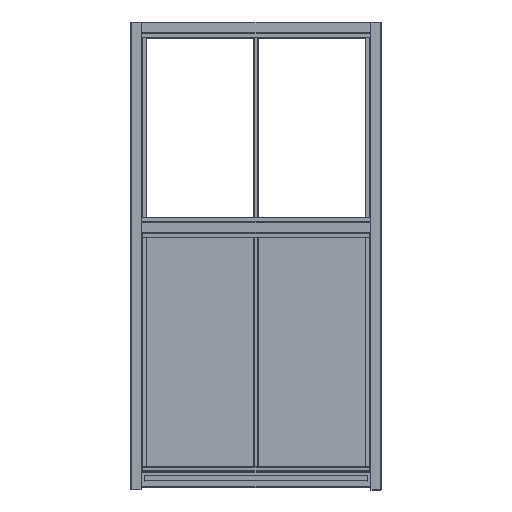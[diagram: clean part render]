
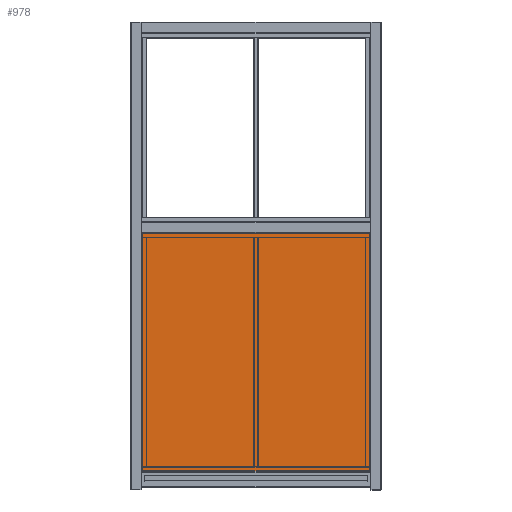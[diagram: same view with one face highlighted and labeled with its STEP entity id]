
A CAD part, top view. The second image highlights one B-rep face of the part: STEP entity #978.
In plain terms, the highlighted planar face has unit normal (0, 0, 1).
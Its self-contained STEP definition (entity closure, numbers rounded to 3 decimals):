
#548 = VECTOR ( 'NONE', #16450, 1000. ) ;
#978 = ADVANCED_FACE ( 'NONE', ( #11952 ), #15722, .T. ) ;
#1768 = EDGE_CURVE ( 'NONE', #20720, #5100, #21475, .T. ) ;
#1799 = CARTESIAN_POINT ( 'NONE',  ( -520., 497.5, 0. ) ) ;
#1916 = ORIENTED_EDGE ( 'NONE', *, *, #24841, .T. ) ;
#2611 = VECTOR ( 'NONE', #9290, 1000. ) ;
#3073 = CARTESIAN_POINT ( 'NONE',  ( -520., -497.5, 0. ) ) ;
#5100 = VERTEX_POINT ( 'NONE', #21143 ) ;
#6961 = VECTOR ( 'NONE', #24491, 1000. ) ;
#8088 = EDGE_CURVE ( 'NONE', #10168, #20720, #24118, .T. ) ;
#9290 = DIRECTION ( 'NONE',  ( -1., 0., 0. ) ) ;
#10168 = VERTEX_POINT ( 'NONE', #12156 ) ;
#10729 = CARTESIAN_POINT ( 'NONE',  ( -520., -497.5, 0. ) ) ;
#11952 = FACE_OUTER_BOUND ( 'NONE', #17120, .T. ) ;
#12103 = CARTESIAN_POINT ( 'NONE',  ( -520., 497.5, 0. ) ) ;
#12105 = EDGE_CURVE ( 'NONE', #19742, #10168, #18501, .T. ) ;
#12156 = CARTESIAN_POINT ( 'NONE',  ( 520., -497.5, 0. ) ) ;
#13325 = ORIENTED_EDGE ( 'NONE', *, *, #1768, .T. ) ;
#15722 = PLANE ( 'NONE',  #19077 ) ;
#16450 = DIRECTION ( 'NONE',  ( 1., 0., 0. ) ) ;
#16610 = CARTESIAN_POINT ( 'NONE',  ( 520., 497.5, 0. ) ) ;
#17120 = EDGE_LOOP ( 'NONE', ( #19146, #13325, #1916, #17217 ) ) ;
#17217 = ORIENTED_EDGE ( 'NONE', *, *, #12105, .T. ) ;
#17662 = CARTESIAN_POINT ( 'NONE',  ( 0., 0., 0. ) ) ;
#18501 = LINE ( 'NONE', #10729, #548 ) ;
#19077 = AXIS2_PLACEMENT_3D ( 'NONE', #17662, #25275, #25531 ) ;
#19146 = ORIENTED_EDGE ( 'NONE', *, *, #8088, .T. ) ;
#19742 = VERTEX_POINT ( 'NONE', #3073 ) ;
#19816 = CARTESIAN_POINT ( 'NONE',  ( 520., 497.5, 0. ) ) ;
#20241 = DIRECTION ( 'NONE',  ( 0., -1., 0. ) ) ;
#20720 = VERTEX_POINT ( 'NONE', #19816 ) ;
#21143 = CARTESIAN_POINT ( 'NONE',  ( -520., 497.5, 0. ) ) ;
#21475 = LINE ( 'NONE', #1799, #2611 ) ;
#21499 = VECTOR ( 'NONE', #20241, 1000. ) ;
#22082 = LINE ( 'NONE', #12103, #21499 ) ;
#24118 = LINE ( 'NONE', #16610, #6961 ) ;
#24491 = DIRECTION ( 'NONE',  ( 0., 1., 0. ) ) ;
#24841 = EDGE_CURVE ( 'NONE', #5100, #19742, #22082, .T. ) ;
#25275 = DIRECTION ( 'NONE',  ( 0., 0., 1. ) ) ;
#25531 = DIRECTION ( 'NONE',  ( 1., 0., 0. ) ) ;
